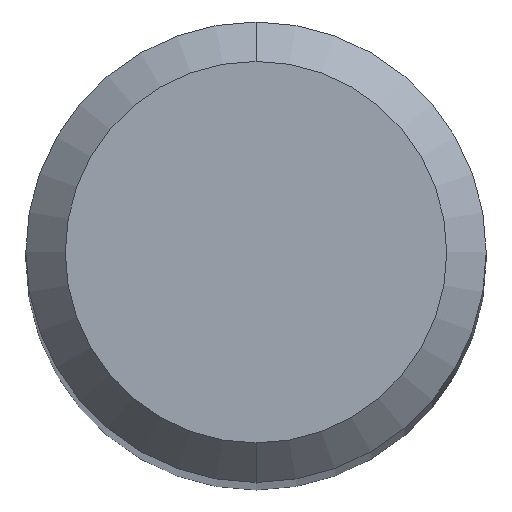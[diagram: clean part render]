
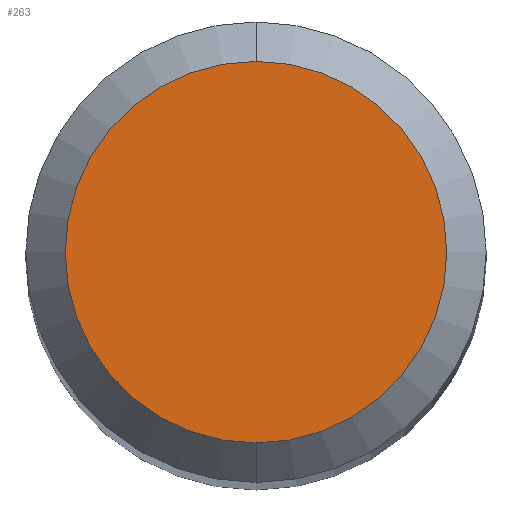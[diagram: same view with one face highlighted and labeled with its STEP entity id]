
A CAD part, top view. The second image highlights one B-rep face of the part: STEP entity #263.
In plain terms, the highlighted planar face has unit normal (0, 0, 1).
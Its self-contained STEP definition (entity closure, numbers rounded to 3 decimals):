
#233=VERTEX_POINT('',#476);
#263=ADVANCED_FACE('',(#510),#511,.T.);
#267=VERTEX_POINT('',#515);
#269=EDGE_CURVE('',#267,#233,#517,.T.);
#345=EDGE_CURVE('',#233,#267,#603,.T.);
#476=CARTESIAN_POINT('',(0.0,1.45,0.0));
#510=FACE_OUTER_BOUND('',#801,.T.);
#511=PLANE('',#802);
#515=CARTESIAN_POINT('',(0.,-1.45,0.0));
#517=CIRCLE('',#809,1.45);
#603=CIRCLE('',#923,1.45);
#801=EDGE_LOOP('',(#1115,#1116));
#802=AXIS2_PLACEMENT_3D('',#1117,#1118,#1119);
#809=AXIS2_PLACEMENT_3D('',#1120,#1121,#1122);
#923=AXIS2_PLACEMENT_3D('',#1229,#1230,#1231);
#1115=ORIENTED_EDGE('',*,*,#345,.F.);
#1116=ORIENTED_EDGE('',*,*,#269,.F.);
#1117=CARTESIAN_POINT('',(0.0,0.725,0.0));
#1118=DIRECTION('',(-0.0,0.0,1.0));
#1119=DIRECTION('',(0.0,-1.0,0.0));
#1120=CARTESIAN_POINT('',(0.0,0.0,0.0));
#1121=DIRECTION('',(0.0,0.0,-1.0));
#1122=DIRECTION('',(0.0,1.0,0.0));
#1229=CARTESIAN_POINT('',(0.0,0.0,0.0));
#1230=DIRECTION('',(0.0,0.0,-1.0));
#1231=DIRECTION('',(0.0,1.0,0.0));
